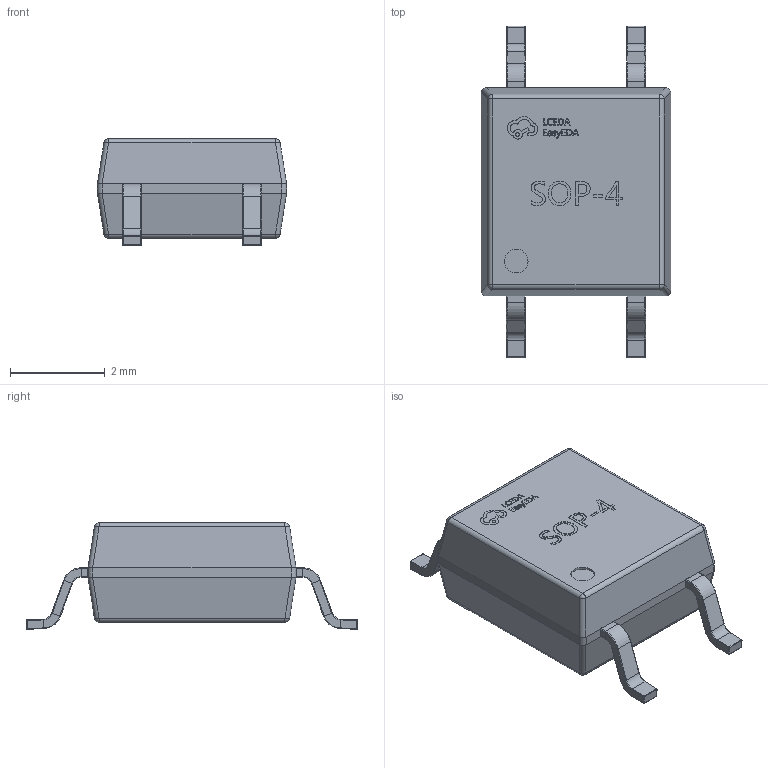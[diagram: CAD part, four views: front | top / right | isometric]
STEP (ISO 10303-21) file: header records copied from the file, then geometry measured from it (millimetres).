
FILE_DESCRIPTION (( 'STEP AP214' ), '1' );
FILE_NAME ('SOP-4_L4.0-W4.4-H2.1-LS7.0-P2.54.step', '2022-07-26T10:10:51', ( '' ), ( '' ), 'SwSTEP 2.0', 'SolidWorks 2020', '' );
FILE_SCHEMA (( 'AUTOMOTIVE_DESIGN' ));
Length unit declared in the file: millimetre
Products named in the file (1): SOP-4_L4.0-W4.4-H2.1-LS7.0-P2.54
Bounding box: 4 x 7.01 x 2.25 mm (x, y, z)
Volume: 35.2 mm3; surface area: 74 mm2
Topology: 18 solids, 18 shells, 603 faces, 1461 edges, 902 vertices
Faces by surface type: plane 299, bspline 138, cylinder 106, torus 32, sphere 28
Entity records: 26136 total; most frequent: CARTESIAN_POINT 6841, ORIENTED_EDGE 2890, DIRECTION 2305, EDGE_CURVE 1445, VECTOR 909, LINE 909, VERTEX_POINT 894, AXIS2_PLACEMENT_3D 698
